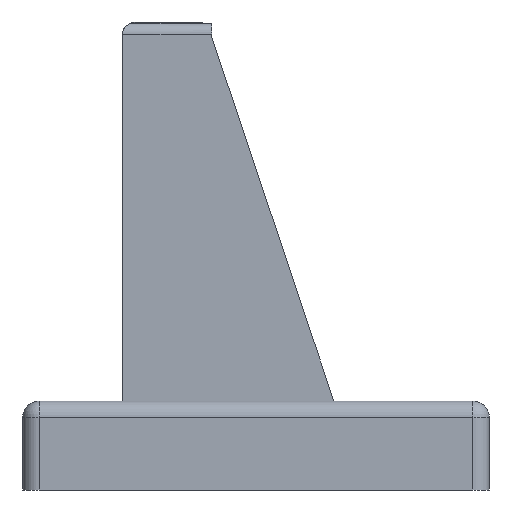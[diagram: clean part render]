
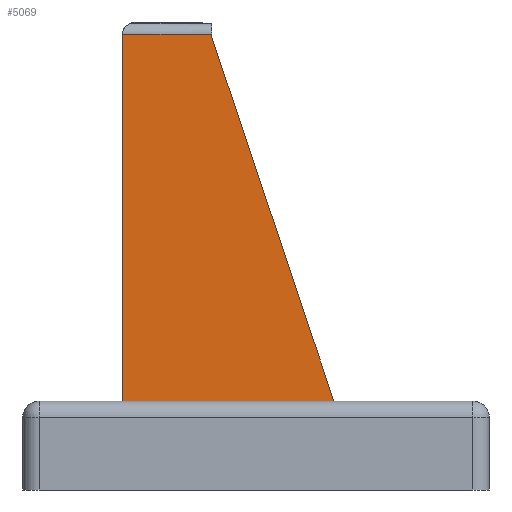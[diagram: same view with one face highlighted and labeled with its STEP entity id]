
A CAD part, left-side view. The second image highlights one B-rep face of the part: STEP entity #5069.
In plain terms, the highlighted planar face has unit normal (-1, 0, 0).
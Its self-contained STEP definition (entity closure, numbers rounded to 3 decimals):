
#1021=ORIENTED_EDGE('',*,*,#2166,.F.);
#1022=ORIENTED_EDGE('',*,*,#2167,.T.);
#1023=ORIENTED_EDGE('',*,*,#1769,.T.);
#1024=ORIENTED_EDGE('',*,*,#1840,.F.);
#1025=ORIENTED_EDGE('',*,*,#2168,.T.);
#1769=EDGE_CURVE('',#2496,#2497,#2979,.T.);
#1840=EDGE_CURVE('',#2563,#2497,#3032,.T.);
#2166=EDGE_CURVE('',#2775,#2776,#3277,.T.);
#2167=EDGE_CURVE('',#2775,#2496,#3278,.T.);
#2168=EDGE_CURVE('',#2563,#2776,#3279,.T.);
#2496=VERTEX_POINT('',#7163);
#2497=VERTEX_POINT('',#7164);
#2563=VERTEX_POINT('',#7325);
#2775=VERTEX_POINT('',#7984);
#2776=VERTEX_POINT('',#7985);
#2979=LINE('',#7162,#3574);
#3032=LINE('',#7326,#3627);
#3277=LINE('',#7983,#3872);
#3278=LINE('',#7986,#3873);
#3279=LINE('',#7987,#3874);
#3574=VECTOR('',#5711,1000.);
#3627=VECTOR('',#5802,1000.);
#3872=VECTOR('',#6449,1000.);
#3873=VECTOR('',#6450,1000.);
#3874=VECTOR('',#6451,1000.);
#4254=EDGE_LOOP('',(#1021,#1022,#1023,#1024,#1025));
#4575=FACE_BOUND('',#4254,.T.);
#4823=PLANE('',#5455);
#5069=ADVANCED_FACE('',(#4575),#4823,.T.);
#5455=AXIS2_PLACEMENT_3D('',#7982,#6447,#6448);
#5711=DIRECTION('',(0.,0.,-1.));
#5802=DIRECTION('',(0.,1.,0.));
#6447=DIRECTION('',(-1.,0.,0.));
#6448=DIRECTION('',(0.,-1.,0.));
#6449=DIRECTION('',(0.,0.,-1.));
#6450=DIRECTION('',(0.,1.,0.));
#6451=DIRECTION('',(0.,0.318,0.948));
#7162=CARTESIAN_POINT('',(-22.,12.,40.8));
#7163=CARTESIAN_POINT('',(-22.,12.,41.));
#7164=CARTESIAN_POINT('',(-22.,12.,8.));
#7325=CARTESIAN_POINT('',(-22.,-7.,8.));
#7326=CARTESIAN_POINT('',(-22.,10.,8.));
#7982=CARTESIAN_POINT('',(-22.,10.,40.8));
#7983=CARTESIAN_POINT('',(-22.,4.,42.));
#7984=CARTESIAN_POINT('',(-22.,4.,41.));
#7985=CARTESIAN_POINT('',(-22.,4.,40.8));
#7986=CARTESIAN_POINT('',(-22.,12.,41.));
#7987=CARTESIAN_POINT('',(-22.,-7.,8.));
